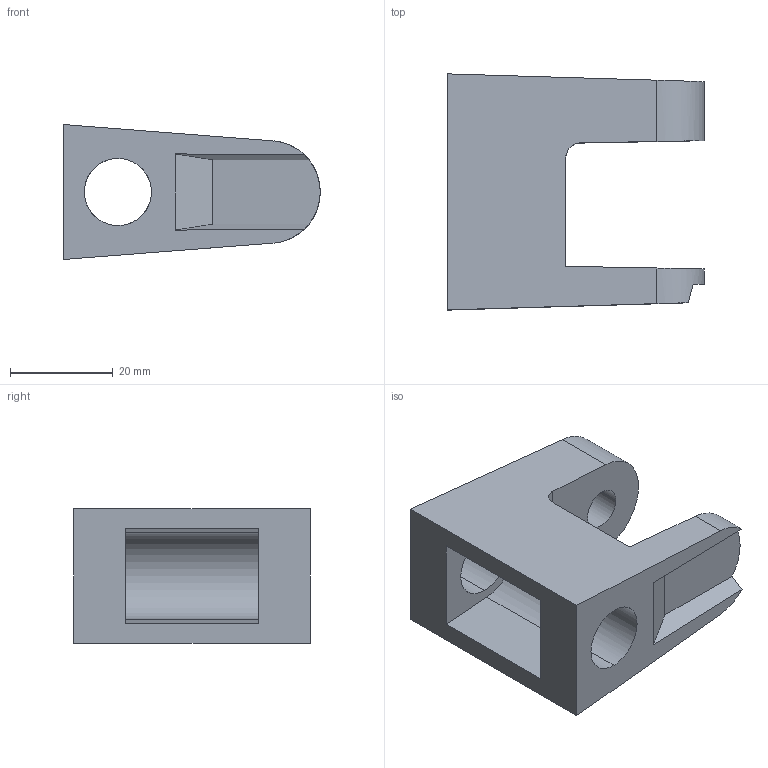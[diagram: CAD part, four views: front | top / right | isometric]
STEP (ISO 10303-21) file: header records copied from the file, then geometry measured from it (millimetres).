
FILE_DESCRIPTION (( 'STEP AP203' ), '1' );
FILE_NAME ('T29700.STEP', '2018-07-19T11:19:09', ( '' ), ( '' ), 'SwSTEP 2.0', 'SolidWorks 2016', '' );
FILE_SCHEMA (( 'CONFIG_CONTROL_DESIGN' ));
Length unit declared in the file: millimetre
Products named in the file (1): T29700
Bounding box: 50 x 46 x 26.3 mm (x, y, z)
Volume: 23400.4 mm3; surface area: 10200.2 mm2
Topology: 1 solids, 1 shells, 27 faces, 72 edges, 48 vertices
Faces by surface type: plane 17, cylinder 10
Entity records: 924 total; most frequent: CARTESIAN_POINT 193, ORIENTED_EDGE 144, DIRECTION 122, EDGE_CURVE 72, LINE 48, VERTEX_POINT 48, VECTOR 48, AXIS2_PLACEMENT_3D 37
